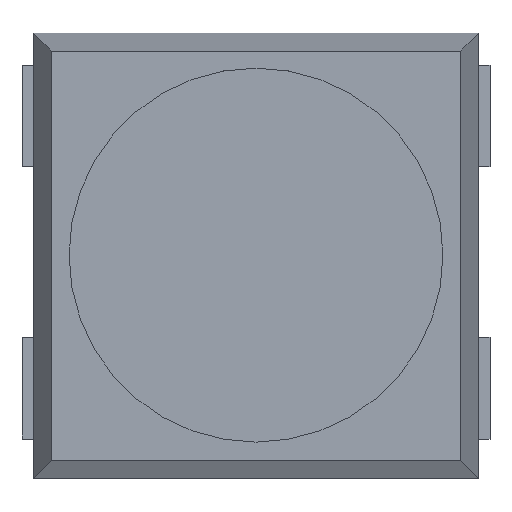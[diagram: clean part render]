
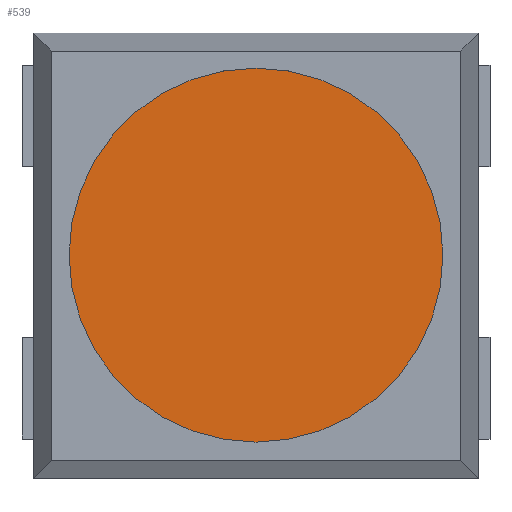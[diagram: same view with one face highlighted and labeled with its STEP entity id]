
A CAD part, top view. The second image highlights one B-rep face of the part: STEP entity #539.
In plain terms, the highlighted planar face has unit normal (0, 0, 1).
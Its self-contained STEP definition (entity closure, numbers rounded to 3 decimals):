
#20=CIRCLE('',#583,1.47);
#58=FACE_OUTER_BOUND('',#86,.T.);
#86=EDGE_LOOP('',(#462));
#274=VERTEX_POINT('',#850);
#339=EDGE_CURVE('',#274,#274,#20,.T.);
#462=ORIENTED_EDGE('',*,*,#339,.F.);
#511=PLANE('',#584);
#539=ADVANCED_FACE('',(#58),#511,.T.);
#583=AXIS2_PLACEMENT_3D('',#852,#698,#699);
#584=AXIS2_PLACEMENT_3D('',#853,#700,#701);
#698=DIRECTION('center_axis',(0.,0.,-1.));
#699=DIRECTION('ref_axis',(-1.,0.,0.));
#700=DIRECTION('center_axis',(0.,0.,1.));
#701=DIRECTION('ref_axis',(-1.,0.,0.));
#850=CARTESIAN_POINT('',(3.22,1.754,1.94));
#852=CARTESIAN_POINT('Origin',(1.75,1.754,1.94));
#853=CARTESIAN_POINT('Origin',(1.75,1.754,1.94));
